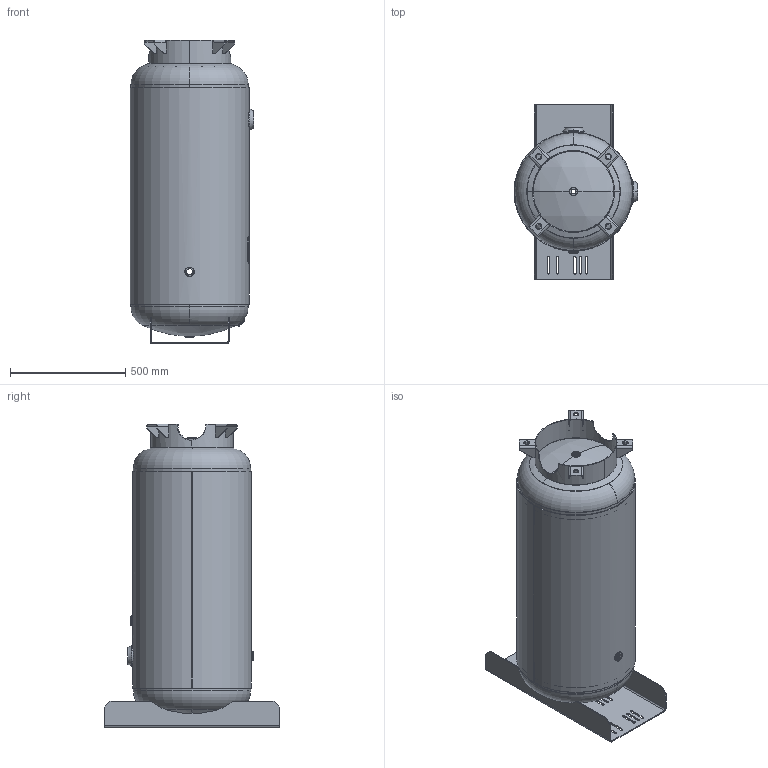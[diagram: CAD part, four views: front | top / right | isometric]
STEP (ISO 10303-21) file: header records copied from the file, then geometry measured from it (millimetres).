
FILE_DESCRIPTION (( 'STEP AP203' ), '1' );
FILE_NAME ('302412.STEP', '2012-02-03T23:34:05', ( '' ), ( '' ), 'SwSTEP 2.0', 'SolidWorks 2011', '' );
FILE_SCHEMA (( 'CONFIG_CONTROL_DESIGN' ));
Length unit declared in the file: inch
Products named in the file (1): 302412
Bounding box: 536.96 x 762 x 1317.68 mm (x, y, z)
Surface area: 5092010.3 mm2 (no closed solid volume)
Topology: 0 solids, 24 shells, 308 faces, 829 edges, 537 vertices
Faces by surface type: plane 136, cylinder 114, torus 40, bspline 14, sphere 4
Full cylindrical faces by diameter (mm): 508 x1, 515.823 x1
Entity records: 13072 total; most frequent: CARTESIAN_POINT 5227, DIRECTION 1678, ORIENTED_EDGE 1475, EDGE_CURVE 829, AXIS2_PLACEMENT_3D 629, VERTEX_POINT 537, VECTOR 420, LINE 420
